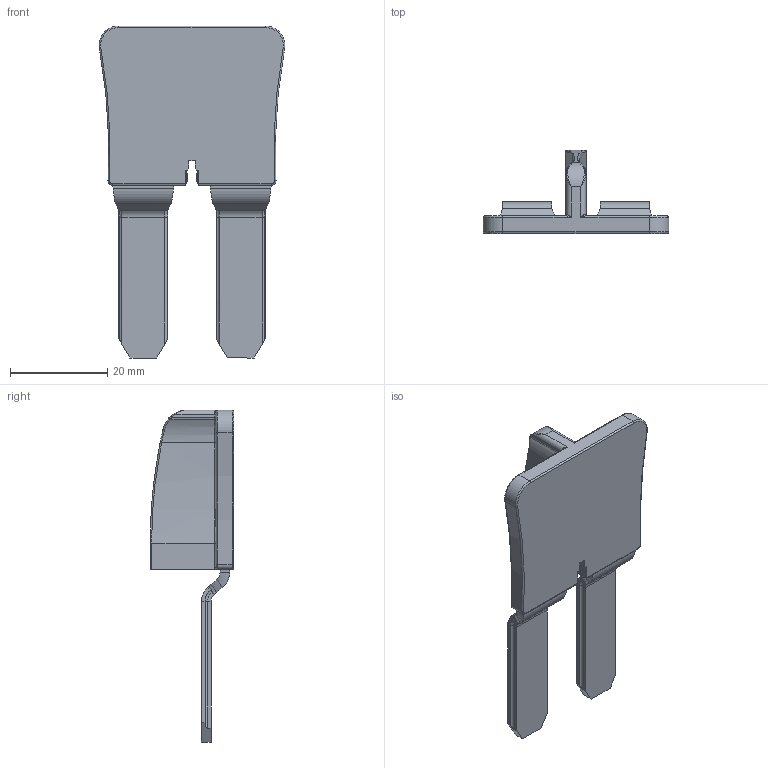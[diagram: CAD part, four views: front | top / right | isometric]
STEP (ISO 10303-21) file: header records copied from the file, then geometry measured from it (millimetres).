
FILE_DESCRIPTION(('CATIA V5 STEP Exchange','CAx-IF Rec.Pracs.--- Model Styling and Organization---1.4--- 2014-01-23'),'2;1');
FILE_NAME ('1103931-10_1', '2020-01-31T10:51:58+00:00', ('none'), ('Weidmueller'), 'CATIA Version 5-6 Release 2016 SP3 HF44', 'CATIA V5 STEP AP214', 'none');
FILE_SCHEMA(('AUTOMOTIVE_DESIGN { 1 0 10303 214 1 1 1 1 }'));
Length unit declared in the file: millimetre
Products named in the file (1): 2663400000
Bounding box: 38.13 x 17.1 x 68.18 mm (x, y, z)
Volume: 6419.9 mm3; surface area: 10032.8 mm2
Topology: 2 solids, 2 shells, 214 faces, 546 edges, 330 vertices
Faces by surface type: plane 90, cylinder 64, bspline 34, torus 26
Entity records: 7287 total; most frequent: CARTESIAN_POINT 2441, ORIENTED_EDGE 1084, DIRECTION 760, EDGE_CURVE 542, VERTEX_POINT 330, AXIS2_PLACEMENT_3D 294, VECTOR 294, LINE 294
